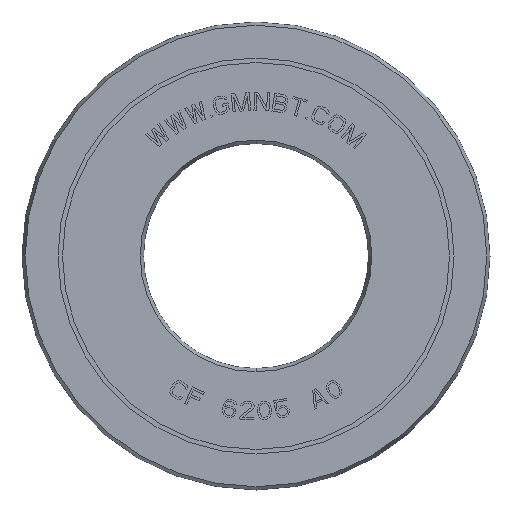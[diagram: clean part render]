
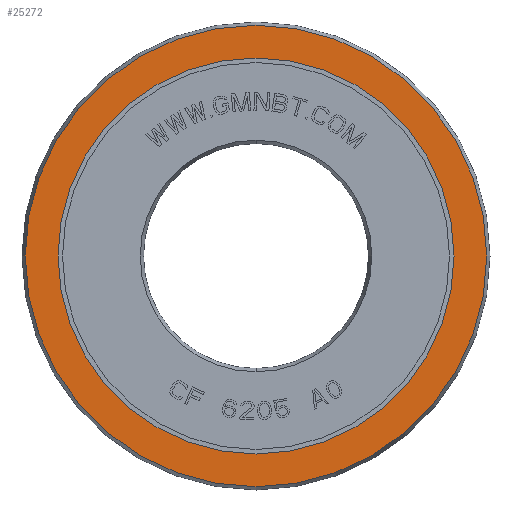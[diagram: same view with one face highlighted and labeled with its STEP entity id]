
A CAD part, front view. The second image highlights one B-rep face of the part: STEP entity #25272.
In plain terms, the highlighted planar face has unit normal (0, -1, 0).
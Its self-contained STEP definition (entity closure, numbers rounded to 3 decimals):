
#24791=CARTESIAN_POINT('',(0.,-3.,0.));
#24792=DIRECTION('',(0.,1.,0.));
#24793=DIRECTION('',(0.,0.,-1.));
#24794=AXIS2_PLACEMENT_3D('',#24791,#24792,#24793);
#24799=CARTESIAN_POINT('',(0.,-3.,0.));
#24800=DIRECTION('',(0.,-1.,0.));
#24801=DIRECTION('',(0.,0.,-1.));
#24802=AXIS2_PLACEMENT_3D('',#24799,#24800,#24801);
#24807=CARTESIAN_POINT('',(0.,-3.,0.));
#24808=DIRECTION('',(0.,-1.,0.));
#24809=DIRECTION('',(0.,0.,-1.));
#24810=AXIS2_PLACEMENT_3D('',#24807,#24808,#24809);
#24829=CARTESIAN_POINT('',(0.,-3.,0.));
#24830=DIRECTION('',(0.,1.,0.));
#24831=DIRECTION('',(0.,0.,-1.));
#24832=AXIS2_PLACEMENT_3D('',#24829,#24830,#24831);
#24868=CARTESIAN_POINT('',(0.,-3.,-22.));
#24870=VERTEX_POINT('',#24868);
#24871=CARTESIAN_POINT('',(0.,-3.,-25.636));
#24873=VERTEX_POINT('',#24871);
#24884=CARTESIAN_POINT('',(0.,-3.,22.));
#24886=VERTEX_POINT('',#24884);
#24887=CARTESIAN_POINT('',(0.,-3.,25.636));
#24889=VERTEX_POINT('',#24887);
#25257=CARTESIAN_POINT('',(0.,-3.,0.));
#25258=DIRECTION('',(0.,-1.,0.));
#25259=DIRECTION('',(0.,0.,1.));
#25260=AXIS2_PLACEMENT_3D('',#25257,#25258,#25259);
#25261=PLANE('',#25260);
#25263=ORIENTED_EDGE('',*,*,#25262,.F.);
#25265=ORIENTED_EDGE('',*,*,#25264,.T.);
#25266=EDGE_LOOP('',(#25263,#25265));
#25267=FACE_OUTER_BOUND('',#25266,.F.);
#25268=ORIENTED_EDGE('',*,*,#25250,.F.);
#25269=ORIENTED_EDGE('',*,*,#25239,.T.);
#25270=EDGE_LOOP('',(#25268,#25269));
#25271=FACE_BOUND('',#25270,.F.);
#24795=CIRCLE('',#24794,22.);
#24803=CIRCLE('',#24802,22.);
#24811=CIRCLE('',#24810,25.636);
#24833=CIRCLE('',#24832,25.636);
#25239=EDGE_CURVE('',#24870,#24886,#24803,.T.);
#25250=EDGE_CURVE('',#24870,#24886,#24795,.T.);
#25262=EDGE_CURVE('',#24873,#24889,#24811,.T.);
#25264=EDGE_CURVE('',#24873,#24889,#24833,.T.);
#25272=ADVANCED_FACE('',(#25267,#25271),#25261,.T.);
